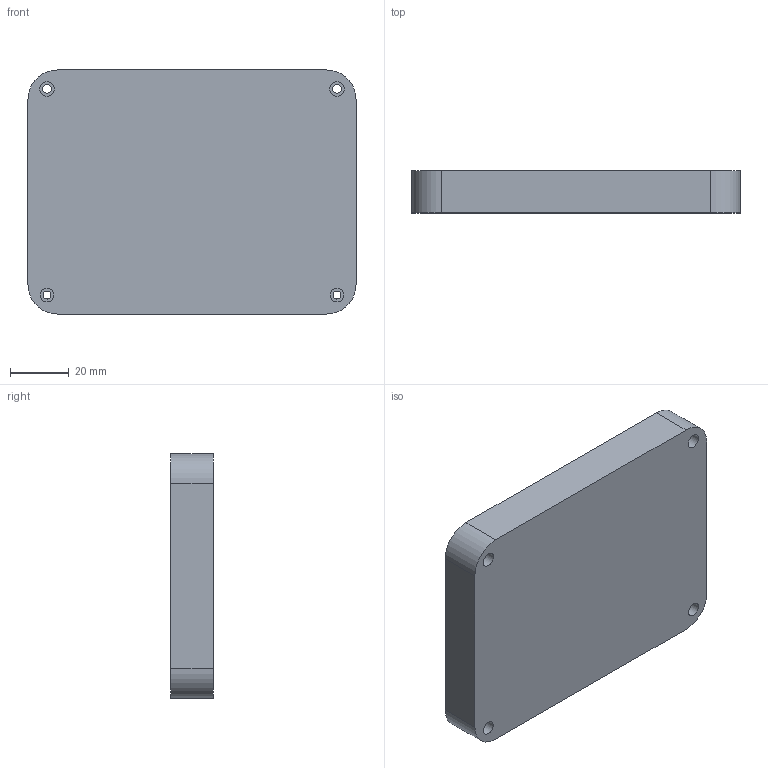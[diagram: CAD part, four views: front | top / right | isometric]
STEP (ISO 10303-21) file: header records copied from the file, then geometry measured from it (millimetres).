
FILE_DESCRIPTION(/* description */ (''),/* implementation_level */ '2;1');
FILE_NAME(/* name */ 'Bottom.stp',/* time_stamp */ '2026-02-16T07:59:40-08:00',/* author */ ('bh'),/* organization */ (''),/* preprocessor_version */ 'ST-DEVELOPER v20.1',/* originating_system */ 'Autodesk Inventor 2026',/* authorisation */ '');
FILE_SCHEMA (('AUTOMOTIVE_DESIGN { 1 0 10303 214 3 1 1 }'));
Length unit declared in the file: millimetre
Products named in the file (1): Part41
Bounding box: 111.4 x 14.3 x 82.9 mm (x, y, z)
Volume: 72144.3 mm3; surface area: 27479.9 mm2
Topology: 1 solids, 1 shells, 35 faces, 84 edges, 56 vertices
Faces by surface type: plane 19, cylinder 16
Full cylindrical faces by diameter (mm): 2.7 x2, 2.9 x2, 4.7 x2, 4.9 x2
Entity records: 1146 total; most frequent: DIRECTION 188, CARTESIAN_POINT 176, ORIENTED_EDGE 168, EDGE_CURVE 84, AXIS2_PLACEMENT_3D 68, VERTEX_POINT 56, LINE 52, VECTOR 52
